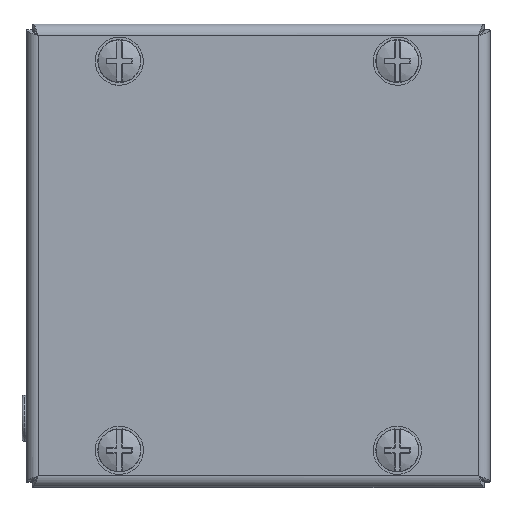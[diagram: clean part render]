
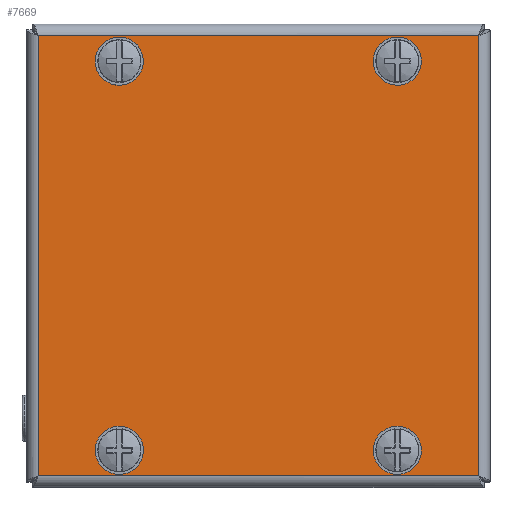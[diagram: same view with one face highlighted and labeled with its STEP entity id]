
A CAD part, top view. The second image highlights one B-rep face of the part: STEP entity #7669.
In plain terms, the highlighted face is planar.
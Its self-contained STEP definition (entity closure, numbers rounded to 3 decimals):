
#960=LINE('',#17392,#1526);
#961=LINE('',#17394,#1527);
#962=LINE('',#17396,#1528);
#963=LINE('',#17397,#1529);
#1526=VECTOR('',#10433,95.);
#1527=VECTOR('',#10434,95.);
#1528=VECTOR('',#10435,95.);
#1529=VECTOR('',#10436,95.);
#1799=PLANE('',#8440);
#2087=FACE_BOUND('',#3145,.T.);
#2088=FACE_BOUND('',#3146,.T.);
#2089=FACE_BOUND('',#3147,.T.);
#2090=FACE_BOUND('',#3148,.T.);
#2555=FACE_OUTER_BOUND('',#3144,.T.);
#3144=EDGE_LOOP('',(#7043,#7044,#7045,#7046));
#3145=EDGE_LOOP('',(#7047));
#3146=EDGE_LOOP('',(#7048));
#3147=EDGE_LOOP('',(#7049));
#3148=EDGE_LOOP('',(#7050));
#3458=CIRCLE('',#8429,4.);
#3460=CIRCLE('',#8432,4.);
#3462=CIRCLE('',#8435,4.);
#3464=CIRCLE('',#8438,4.);
#4039=VERTEX_POINT('',#17363);
#4041=VERTEX_POINT('',#17368);
#4043=VERTEX_POINT('',#17373);
#4045=VERTEX_POINT('',#17378);
#4050=VERTEX_POINT('',#17390);
#4051=VERTEX_POINT('',#17391);
#4052=VERTEX_POINT('',#17393);
#4053=VERTEX_POINT('',#17395);
#5041=EDGE_CURVE('',#4039,#4039,#3458,.T.);
#5043=EDGE_CURVE('',#4041,#4041,#3460,.T.);
#5045=EDGE_CURVE('',#4043,#4043,#3462,.T.);
#5047=EDGE_CURVE('',#4045,#4045,#3464,.T.);
#5052=EDGE_CURVE('',#4050,#4051,#960,.T.);
#5053=EDGE_CURVE('',#4051,#4052,#961,.T.);
#5054=EDGE_CURVE('',#4052,#4053,#962,.T.);
#5055=EDGE_CURVE('',#4053,#4050,#963,.T.);
#7043=ORIENTED_EDGE('',*,*,#5052,.T.);
#7044=ORIENTED_EDGE('',*,*,#5053,.T.);
#7045=ORIENTED_EDGE('',*,*,#5054,.T.);
#7046=ORIENTED_EDGE('',*,*,#5055,.T.);
#7047=ORIENTED_EDGE('',*,*,#5041,.F.);
#7048=ORIENTED_EDGE('',*,*,#5043,.F.);
#7049=ORIENTED_EDGE('',*,*,#5045,.F.);
#7050=ORIENTED_EDGE('',*,*,#5047,.F.);
#7669=ADVANCED_FACE('',(#2555,#2087,#2088,#2089,#2090),#1799,.F.);
#8429=AXIS2_PLACEMENT_3D('',#17364,#10405,#10406);
#8432=AXIS2_PLACEMENT_3D('',#17369,#10411,#10412);
#8435=AXIS2_PLACEMENT_3D('',#17374,#10417,#10418);
#8438=AXIS2_PLACEMENT_3D('',#17379,#10423,#10424);
#8440=AXIS2_PLACEMENT_3D('',#17389,#10431,#10432);
#10405=DIRECTION('center_axis',(0.,0.,-1.));
#10406=DIRECTION('ref_axis',(1.,0.,0.));
#10411=DIRECTION('center_axis',(0.,0.,-1.));
#10412=DIRECTION('ref_axis',(-1.,0.,0.));
#10417=DIRECTION('center_axis',(0.,0.,-1.));
#10418=DIRECTION('ref_axis',(1.,0.,0.));
#10423=DIRECTION('center_axis',(0.,0.,-1.));
#10424=DIRECTION('ref_axis',(-1.,0.,0.));
#10431=DIRECTION('center_axis',(0.,0.,1.));
#10432=DIRECTION('ref_axis',(1.,0.,0.));
#10433=DIRECTION('',(-1.,0.,0.));
#10434=DIRECTION('',(0.,1.,0.));
#10435=DIRECTION('',(1.,0.,0.));
#10436=DIRECTION('',(0.,-1.,0.));
#17363=CARTESIAN_POINT('',(26.,-42.,0.));
#17364=CARTESIAN_POINT('Origin',(30.,-42.,0.));
#17368=CARTESIAN_POINT('',(-34.,-42.,0.));
#17369=CARTESIAN_POINT('Origin',(-30.,-42.,0.));
#17373=CARTESIAN_POINT('',(-34.,42.,0.));
#17374=CARTESIAN_POINT('Origin',(-30.,42.,0.));
#17378=CARTESIAN_POINT('',(26.,42.,0.));
#17379=CARTESIAN_POINT('Origin',(30.,42.,0.));
#17389=CARTESIAN_POINT('Origin',(-50.,50.,0.));
#17390=CARTESIAN_POINT('',(47.5,-47.5,0.));
#17391=CARTESIAN_POINT('',(-47.5,-47.5,0.));
#17392=CARTESIAN_POINT('',(48.743,-47.5,0.));
#17393=CARTESIAN_POINT('',(-47.5,47.5,0.));
#17394=CARTESIAN_POINT('',(-47.5,-48.743,0.));
#17395=CARTESIAN_POINT('',(47.5,47.5,0.));
#17396=CARTESIAN_POINT('',(-48.743,47.5,0.));
#17397=CARTESIAN_POINT('',(47.5,48.743,0.));
